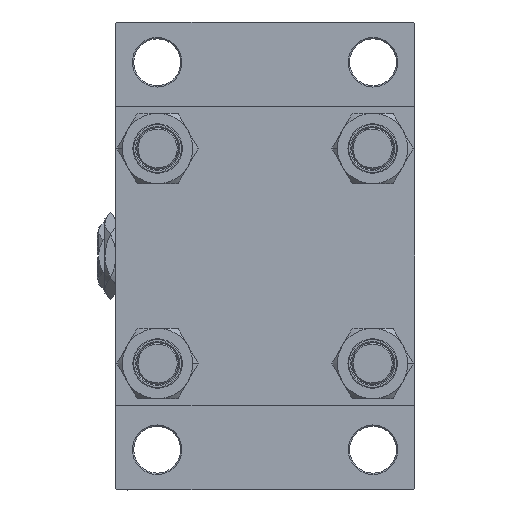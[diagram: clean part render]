
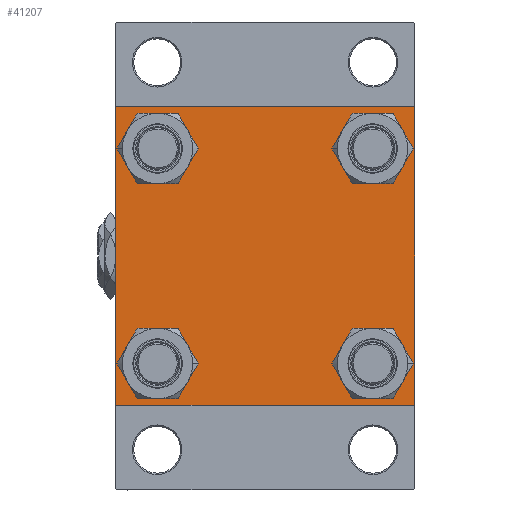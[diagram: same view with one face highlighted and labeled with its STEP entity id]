
A CAD part, left-side view. The second image highlights one B-rep face of the part: STEP entity #41207.
In plain terms, the highlighted planar face has unit normal (-1, 0, 0).
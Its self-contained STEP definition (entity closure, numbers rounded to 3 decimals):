
#45 = CARTESIAN_POINT ( 'NONE',  ( 0., 41.35, -32.85 ) ) ;
#64 = EDGE_CURVE ( 'NONE', #46082, #10585, #13650, .T. ) ;
#1077 = CARTESIAN_POINT ( 'NONE',  ( 0., 57.5, -57.5 ) ) ;
#1182 = EDGE_LOOP ( 'NONE', ( #37488, #31474 ) ) ;
#1326 = LINE ( 'NONE', #1077, #9069 ) ;
#1636 = VERTEX_POINT ( 'NONE', #2413 ) ;
#1756 = DIRECTION ( 'NONE',  ( 0., 0., 1. ) ) ;
#2128 = DIRECTION ( 'NONE',  ( 0., 0.707, -0.707 ) ) ;
#2224 = DIRECTION ( 'NONE',  ( 0., -0.707, 0.707 ) ) ;
#2413 = CARTESIAN_POINT ( 'NONE',  ( 0., 57., 57.5 ) ) ;
#2443 = VERTEX_POINT ( 'NONE', #14523 ) ;
#2499 = CARTESIAN_POINT ( 'NONE',  ( 0., -41.35, -41.35 ) ) ;
#4232 = AXIS2_PLACEMENT_3D ( 'NONE', #13573, #25152, #17601 ) ;
#4868 = DIRECTION ( 'NONE',  ( 0., 0., -1. ) ) ;
#5033 = LINE ( 'NONE', #43323, #13884 ) ;
#5321 = VECTOR ( 'NONE', #2224, 1000. ) ;
#5336 = DIRECTION ( 'NONE',  ( 0., -1., 0. ) ) ;
#6027 = VERTEX_POINT ( 'NONE', #39519 ) ;
#6123 = EDGE_CURVE ( 'NONE', #22128, #2443, #13215, .T. ) ;
#6508 = DIRECTION ( 'NONE',  ( 0., 0., 1. ) ) ;
#6687 = VECTOR ( 'NONE', #22874, 1000. ) ;
#7382 = EDGE_LOOP ( 'NONE', ( #41872, #46191, #25975, #9787, #29584, #15834, #20295, #27410 ) ) ;
#7476 = DIRECTION ( 'NONE',  ( 0., 0., 1. ) ) ;
#8153 = LINE ( 'NONE', #35093, #28448 ) ;
#8207 = DIRECTION ( 'NONE',  ( 0., 0., 1. ) ) ;
#8268 = ORIENTED_EDGE ( 'NONE', *, *, #27347, .T. ) ;
#9044 = FACE_BOUND ( 'NONE', #47585, .T. ) ;
#9069 = VECTOR ( 'NONE', #5336, 1000. ) ;
#9552 = FACE_BOUND ( 'NONE', #1182, .T. ) ;
#9560 = DIRECTION ( 'NONE',  ( 1., 0., 0. ) ) ;
#9787 = ORIENTED_EDGE ( 'NONE', *, *, #10663, .T. ) ;
#10585 = VERTEX_POINT ( 'NONE', #45 ) ;
#10663 = EDGE_CURVE ( 'NONE', #29246, #6027, #41220, .T. ) ;
#11966 = VERTEX_POINT ( 'NONE', #49470 ) ;
#12005 = CARTESIAN_POINT ( 'NONE',  ( 0., 57., -57.5 ) ) ;
#12830 = CARTESIAN_POINT ( 'NONE',  ( 0., -41.35, -49.85 ) ) ;
#13175 = VECTOR ( 'NONE', #43074, 1000. ) ;
#13215 = CIRCLE ( 'NONE', #20469, 8.5 ) ;
#13325 = DIRECTION ( 'NONE',  ( 0., 0., 1. ) ) ;
#13573 = CARTESIAN_POINT ( 'NONE',  ( 0., 41.35, 41.35 ) ) ;
#13650 = CIRCLE ( 'NONE', #45788, 8.5 ) ;
#13694 = DIRECTION ( 'NONE',  ( 0., 0., 1. ) ) ;
#13884 = VECTOR ( 'NONE', #24181, 1000. ) ;
#14523 = CARTESIAN_POINT ( 'NONE',  ( 0., 41.35, 49.85 ) ) ;
#14657 = CARTESIAN_POINT ( 'NONE',  ( 0., -41.35, 32.85 ) ) ;
#14825 = VERTEX_POINT ( 'NONE', #34246 ) ;
#15108 = CIRCLE ( 'NONE', #43248, 8.5 ) ;
#15627 = DIRECTION ( 'NONE',  ( 0., -1., 0. ) ) ;
#15642 = EDGE_CURVE ( 'NONE', #1636, #11966, #26964, .T. ) ;
#15834 = ORIENTED_EDGE ( 'NONE', *, *, #34376, .T. ) ;
#16386 = LINE ( 'NONE', #47358, #13175 ) ;
#16898 = EDGE_CURVE ( 'NONE', #35712, #40312, #21618, .T. ) ;
#17092 = CIRCLE ( 'NONE', #4232, 8.5 ) ;
#17601 = DIRECTION ( 'NONE',  ( 0., 0., 1. ) ) ;
#17972 = LINE ( 'NONE', #25285, #30789 ) ;
#18955 = AXIS2_PLACEMENT_3D ( 'NONE', #36511, #49280, #7476 ) ;
#19039 = ORIENTED_EDGE ( 'NONE', *, *, #32516, .T. ) ;
#19520 = DIRECTION ( 'NONE',  ( 0., 0., 1. ) ) ;
#19804 = DIRECTION ( 'NONE',  ( 1., 0., 0. ) ) ;
#20295 = ORIENTED_EDGE ( 'NONE', *, *, #15642, .F. ) ;
#20469 = AXIS2_PLACEMENT_3D ( 'NONE', #44052, #29182, #1756 ) ;
#20636 = FACE_BOUND ( 'NONE', #44760, .T. ) ;
#20753 = VERTEX_POINT ( 'NONE', #12005 ) ;
#21618 = CIRCLE ( 'NONE', #24054, 8.5 ) ;
#21797 = CARTESIAN_POINT ( 'NONE',  ( 0., 57.5, -57. ) ) ;
#22128 = VERTEX_POINT ( 'NONE', #28608 ) ;
#22131 = LINE ( 'NONE', #32475, #6687 ) ;
#22346 = CARTESIAN_POINT ( 'NONE',  ( 0., -57.25, -57.25 ) ) ;
#22417 = ORIENTED_EDGE ( 'NONE', *, *, #32617, .T. ) ;
#22540 = CARTESIAN_POINT ( 'NONE',  ( 0., -57.5, 57. ) ) ;
#22819 = CARTESIAN_POINT ( 'NONE',  ( 0., 41.35, -41.35 ) ) ;
#22874 = DIRECTION ( 'NONE',  ( 0., -0.707, -0.707 ) ) ;
#23635 = CARTESIAN_POINT ( 'NONE',  ( 0., 41.35, -49.85 ) ) ;
#23910 = FACE_BOUND ( 'NONE', #38893, .T. ) ;
#24054 = AXIS2_PLACEMENT_3D ( 'NONE', #49275, #31152, #45753 ) ;
#24181 = DIRECTION ( 'NONE',  ( 0., 0., -1. ) ) ;
#25152 = DIRECTION ( 'NONE',  ( 1., 0., 0. ) ) ;
#25285 = CARTESIAN_POINT ( 'NONE',  ( 0., 57.25, 57.25 ) ) ;
#25975 = ORIENTED_EDGE ( 'NONE', *, *, #33170, .T. ) ;
#26964 = LINE ( 'NONE', #42317, #47324 ) ;
#27347 = EDGE_CURVE ( 'NONE', #10585, #46082, #35546, .T. ) ;
#27410 = ORIENTED_EDGE ( 'NONE', *, *, #32811, .T. ) ;
#27456 = CARTESIAN_POINT ( 'NONE',  ( 0., -41.35, -32.85 ) ) ;
#27558 = ORIENTED_EDGE ( 'NONE', *, *, #64, .T. ) ;
#28025 = CARTESIAN_POINT ( 'NONE',  ( 0., -57., -57.5 ) ) ;
#28321 = CARTESIAN_POINT ( 'NONE',  ( 0., 41.35, -41.35 ) ) ;
#28438 = FACE_OUTER_BOUND ( 'NONE', #7382, .T. ) ;
#28448 = VECTOR ( 'NONE', #4868, 1000. ) ;
#28573 = DIRECTION ( 'NONE',  ( 1., 0., 0. ) ) ;
#28608 = CARTESIAN_POINT ( 'NONE',  ( 0., 41.35, 32.85 ) ) ;
#29182 = DIRECTION ( 'NONE',  ( 1., 0., 0. ) ) ;
#29246 = VERTEX_POINT ( 'NONE', #28025 ) ;
#29584 = ORIENTED_EDGE ( 'NONE', *, *, #29660, .F. ) ;
#29660 = EDGE_CURVE ( 'NONE', #43265, #6027, #5033, .T. ) ;
#30789 = VECTOR ( 'NONE', #2128, 1000. ) ;
#31041 = CIRCLE ( 'NONE', #18955, 8.5 ) ;
#31152 = DIRECTION ( 'NONE',  ( 1., 0., 0. ) ) ;
#31474 = ORIENTED_EDGE ( 'NONE', *, *, #43366, .T. ) ;
#31590 = DIRECTION ( 'NONE',  ( 1., 0., 0. ) ) ;
#31846 = CARTESIAN_POINT ( 'NONE',  ( 0., -41.35, 41.35 ) ) ;
#32475 = CARTESIAN_POINT ( 'NONE',  ( 0., 57.25, -57.25 ) ) ;
#32516 = EDGE_CURVE ( 'NONE', #40312, #35712, #33188, .T. ) ;
#32617 = EDGE_CURVE ( 'NONE', #2443, #22128, #17092, .T. ) ;
#32811 = EDGE_CURVE ( 'NONE', #1636, #39409, #17972, .T. ) ;
#33170 = EDGE_CURVE ( 'NONE', #20753, #29246, #1326, .T. ) ;
#33188 = CIRCLE ( 'NONE', #34781, 8.5 ) ;
#33519 = EDGE_CURVE ( 'NONE', #39534, #20753, #22131, .T. ) ;
#33930 = ORIENTED_EDGE ( 'NONE', *, *, #6123, .T. ) ;
#34246 = CARTESIAN_POINT ( 'NONE',  ( 0., -41.35, 49.85 ) ) ;
#34376 = EDGE_CURVE ( 'NONE', #43265, #11966, #16386, .T. ) ;
#34781 = AXIS2_PLACEMENT_3D ( 'NONE', #2499, #9560, #6508 ) ;
#35093 = CARTESIAN_POINT ( 'NONE',  ( 0., 57.5, 57.5 ) ) ;
#35186 = EDGE_CURVE ( 'NONE', #39409, #39534, #8153, .T. ) ;
#35546 = CIRCLE ( 'NONE', #47595, 8.5 ) ;
#35596 = ORIENTED_EDGE ( 'NONE', *, *, #16898, .T. ) ;
#35712 = VERTEX_POINT ( 'NONE', #27456 ) ;
#36511 = CARTESIAN_POINT ( 'NONE',  ( 0., -41.35, 41.35 ) ) ;
#37488 = ORIENTED_EDGE ( 'NONE', *, *, #39151, .T. ) ;
#38893 = EDGE_LOOP ( 'NONE', ( #8268, #27558 ) ) ;
#39151 = EDGE_CURVE ( 'NONE', #14825, #46962, #31041, .T. ) ;
#39409 = VERTEX_POINT ( 'NONE', #48242 ) ;
#39519 = CARTESIAN_POINT ( 'NONE',  ( 0., -57.5, -57. ) ) ;
#39534 = VERTEX_POINT ( 'NONE', #21797 ) ;
#40012 = DIRECTION ( 'NONE',  ( -1., 0., 0. ) ) ;
#40264 = PLANE ( 'NONE',  #47177 ) ;
#40312 = VERTEX_POINT ( 'NONE', #12830 ) ;
#41207 = ADVANCED_FACE ( 'NONE', ( #9552, #20636, #23910, #9044, #28438 ), #40264, .T. ) ;
#41220 = LINE ( 'NONE', #22346, #5321 ) ;
#41872 = ORIENTED_EDGE ( 'NONE', *, *, #35186, .T. ) ;
#42317 = CARTESIAN_POINT ( 'NONE',  ( 0., 57.5, 57.5 ) ) ;
#43074 = DIRECTION ( 'NONE',  ( 0., 0.707, 0.707 ) ) ;
#43248 = AXIS2_PLACEMENT_3D ( 'NONE', #31846, #31590, #19520 ) ;
#43265 = VERTEX_POINT ( 'NONE', #22540 ) ;
#43295 = CARTESIAN_POINT ( 'NONE',  ( 0., 0., 0. ) ) ;
#43323 = CARTESIAN_POINT ( 'NONE',  ( 0., -57.5, 57.5 ) ) ;
#43366 = EDGE_CURVE ( 'NONE', #46962, #14825, #15108, .T. ) ;
#44052 = CARTESIAN_POINT ( 'NONE',  ( 0., 41.35, 41.35 ) ) ;
#44760 = EDGE_LOOP ( 'NONE', ( #35596, #19039 ) ) ;
#45753 = DIRECTION ( 'NONE',  ( 0., 0., 1. ) ) ;
#45788 = AXIS2_PLACEMENT_3D ( 'NONE', #22819, #19804, #8207 ) ;
#46082 = VERTEX_POINT ( 'NONE', #23635 ) ;
#46191 = ORIENTED_EDGE ( 'NONE', *, *, #33519, .T. ) ;
#46962 = VERTEX_POINT ( 'NONE', #14657 ) ;
#47177 = AXIS2_PLACEMENT_3D ( 'NONE', #43295, #40012, #13325 ) ;
#47324 = VECTOR ( 'NONE', #15627, 1000. ) ;
#47358 = CARTESIAN_POINT ( 'NONE',  ( 0., -57.25, 57.25 ) ) ;
#47585 = EDGE_LOOP ( 'NONE', ( #22417, #33930 ) ) ;
#47595 = AXIS2_PLACEMENT_3D ( 'NONE', #28321, #28573, #13694 ) ;
#48242 = CARTESIAN_POINT ( 'NONE',  ( 0., 57.5, 57. ) ) ;
#49275 = CARTESIAN_POINT ( 'NONE',  ( 0., -41.35, -41.35 ) ) ;
#49280 = DIRECTION ( 'NONE',  ( 1., 0., 0. ) ) ;
#49470 = CARTESIAN_POINT ( 'NONE',  ( 0., -57., 57.5 ) ) ;
